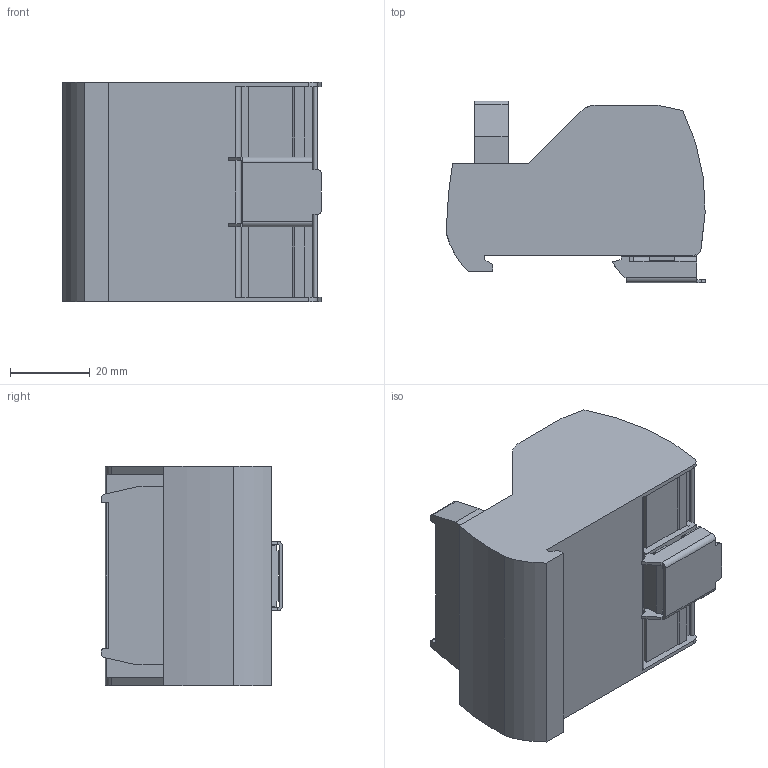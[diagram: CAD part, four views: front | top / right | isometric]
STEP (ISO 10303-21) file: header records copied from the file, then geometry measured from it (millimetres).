
FILE_DESCRIPTION(('SolidDesigner STEP Export'),'2;1');
FILE_NAME('2315049_VIP_2_SC_FLK20-select.stp','2013-07-11T 7:18:25',(''),(''),'Creo Elements/Direct Modeling STEP processor for AP214 (Solid Model)','Creo Elements/Direct Modeling 18.1 06-May-2012 (C) Parametric Technology GmbH','');
FILE_SCHEMA(('AUTOMOTIVE_DESIGN { 1 0 10303 214 1 1 1 1 }'));
Length unit declared in the file: millimetre
Products named in the file (2): 2315049_VIP_2_SC_FLK20-select
Assembly tree (1 placements, depth 2):
  2315049_VIP_2_SC_FLK20-select
    2315049_VIP_2_SC_FLK20-select
Bounding box: 65.05 x 45.57 x 55.06 mm (x, y, z)
Volume: 95742.8 mm3; surface area: 22953.2 mm2
Topology: 1 solids, 1 shells, 469 faces, 1292 edges, 804 vertices
Faces by surface type: plane 396, cylinder 73
Entity records: 17352 total; most frequent: ORIENTED_EDGE 2504, CARTESIAN_POINT 2408, DIRECTION 2192, EDGE_CURVE 1252, VECTOR 1056, LINE 1056, VERTEX_POINT 784, AXIS2_PLACEMENT_3D 568
